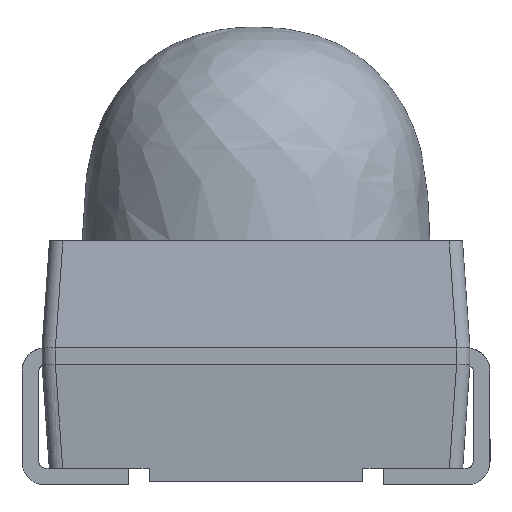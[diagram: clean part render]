
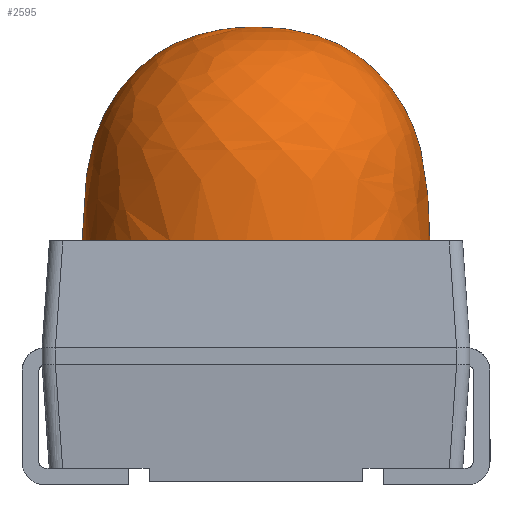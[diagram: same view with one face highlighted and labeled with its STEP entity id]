
A CAD part, left-side view. The second image highlights one B-rep face of the part: STEP entity #2595.
In plain terms, the highlighted free-form (B-spline) face has degree [3, 3] with [4, 6] control points.
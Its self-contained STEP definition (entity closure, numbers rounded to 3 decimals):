
#19 = CARTESIAN_POINT ( 'NONE',  ( -0.501, 0.251, 1.6 ) ) ;
#33 = CARTESIAN_POINT ( 'NONE',  ( 0.001, 0.738, 1.503 ) ) ;
#42 = CARTESIAN_POINT ( 'NONE',  ( 0.001, 0., 1.6 ) ) ;
#70 = FACE_OUTER_BOUND ( 'NONE', #1031, .T. ) ;
#80 = VERTEX_POINT ( 'NONE', #2085 ) ;
#137 = CARTESIAN_POINT ( 'NONE',  ( 0.001, 1.275, 0.853 ) ) ;
#205 = ORIENTED_EDGE ( 'NONE', *, *, #896, .F. ) ;
#280 = CARTESIAN_POINT ( 'NONE',  ( 0.001, -0.251, 1.6 ) ) ;
#303 = CARTESIAN_POINT ( 'NONE',  ( -2.582, 1.291, 0.307 ) ) ;
#383 = CARTESIAN_POINT ( 'NONE',  ( 0.001, -1.3, 0. ) ) ;
#421 = ORIENTED_EDGE ( 'NONE', *, *, #2058, .F. ) ;
#535 =( BOUNDED_SURFACE ( )  B_SPLINE_SURFACE ( 3, 3, ( 
 ( #1640, #280, #1888, #858, #1922, #1108 ),
 ( #3252, #3047, #2194, #1394, #595, #626 ),
 ( #2717, #19, #2738, #3270, #303, #3304 ),
 ( #879, #1691, #33, #2787, #1941, #610 ) ),
 .UNSPECIFIED., .F., .F., .T. ) 
 B_SPLINE_SURFACE_WITH_KNOTS ( ( 4, 4 ),
 ( 4, 1, 1, 4 ),
 ( 0., 1. ),
 ( 0., 0.313, 0.614, 1. ),
 .UNSPECIFIED. ) 
 GEOMETRIC_REPRESENTATION_ITEM ( )  RATIONAL_B_SPLINE_SURFACE ( (
 ( 1., 1., 1., 1., 1., 1.),
 ( 1., 0.333, 0.333, 0.333, 0.333, 0.333),
 ( 1., 0.333, 0.333, 0.333, 0.333, 0.333),
 ( 1., 1., 1., 1., 1., 1.) ) ) 
 REPRESENTATION_ITEM ( '' )  SURFACE ( )  );
#553 = EDGE_CURVE ( 'NONE', #80, #884, #1270, .T. ) ;
#595 = CARTESIAN_POINT ( 'NONE',  ( -2.582, -1.291, 0.307 ) ) ;
#610 = CARTESIAN_POINT ( 'NONE',  ( 0.001, 1.3, 0. ) ) ;
#626 = CARTESIAN_POINT ( 'NONE',  ( -2.599, -1.3, 0. ) ) ;
#822 = CARTESIAN_POINT ( 'NONE',  ( 0.001, -1.3, 0. ) ) ;
#858 = CARTESIAN_POINT ( 'NONE',  ( 0.001, -1.276, 0.853 ) ) ;
#879 = CARTESIAN_POINT ( 'NONE',  ( 0.001, 0., 1.6 ) ) ;
#884 = VERTEX_POINT ( 'NONE', #42 ) ;
#896 = EDGE_CURVE ( 'NONE', #884, #2154, #1961, .T. ) ;
#954 = CARTESIAN_POINT ( 'NONE',  ( 0.001, 0., 1.6 ) ) ;
#1031 = EDGE_LOOP ( 'NONE', ( #3223, #421, #205 ) ) ;
#1108 = CARTESIAN_POINT ( 'NONE',  ( 0.001, -1.3, 0. ) ) ;
#1228 = CARTESIAN_POINT ( 'NONE',  ( 0.001, 1.291, 0.307 ) ) ;
#1270 = B_SPLINE_CURVE_WITH_KNOTS ( 'NONE', 3,
 ( #3354, #1228, #137, #1516, #1710, #954 ),
 .UNSPECIFIED., .F., .F.,
 ( 4, 1, 1, 4 ),
 ( 0., 0.386, 0.687, 1. ),
 .UNSPECIFIED. ) ;
#1394 = CARTESIAN_POINT ( 'NONE',  ( -2.55, -1.276, 0.853 ) ) ;
#1408 = CARTESIAN_POINT ( 'NONE',  ( 0.001, -1.276, 0.853 ) ) ;
#1516 = CARTESIAN_POINT ( 'NONE',  ( 0.001, 0.738, 1.503 ) ) ;
#1640 = CARTESIAN_POINT ( 'NONE',  ( 0.001, 0., 1.6 ) ) ;
#1673 = CARTESIAN_POINT ( 'NONE',  ( 0.001, -0.251, 1.6 ) ) ;
#1691 = CARTESIAN_POINT ( 'NONE',  ( 0.001, 0.251, 1.6 ) ) ;
#1710 = CARTESIAN_POINT ( 'NONE',  ( 0.001, 0.251, 1.6 ) ) ;
#1730 = CARTESIAN_POINT ( 'NONE',  ( -2.599, -1.3, 0. ) ) ;
#1888 = CARTESIAN_POINT ( 'NONE',  ( 0.001, -0.738, 1.503 ) ) ;
#1922 = CARTESIAN_POINT ( 'NONE',  ( 0.001, -1.291, 0.307 ) ) ;
#1941 = CARTESIAN_POINT ( 'NONE',  ( 0.001, 1.291, 0.307 ) ) ;
#1961 = B_SPLINE_CURVE_WITH_KNOTS ( 'NONE', 3,
 ( #3033, #1673, #2764, #1408, #2499, #2867 ),
 .UNSPECIFIED., .F., .F.,
 ( 4, 1, 1, 4 ),
 ( 0., 0.313, 0.614, 1. ),
 .UNSPECIFIED. ) ;
#2058 = EDGE_CURVE ( 'NONE', #2154, #80, #2482, .T. ) ;
#2085 = CARTESIAN_POINT ( 'NONE',  ( 0.001, 1.3, 0. ) ) ;
#2154 = VERTEX_POINT ( 'NONE', #822 ) ;
#2194 = CARTESIAN_POINT ( 'NONE',  ( -1.476, -0.738, 1.503 ) ) ;
#2482 =( BOUNDED_CURVE ( )  B_SPLINE_CURVE ( 3, ( #383, #1730, #3092, #2562 ),
 .UNSPECIFIED., .F., .T. ) 
 B_SPLINE_CURVE_WITH_KNOTS ( ( 4, 4 ),
 ( 0., 0.004 ),
 .UNSPECIFIED. ) 
 CURVE ( )  GEOMETRIC_REPRESENTATION_ITEM ( )  RATIONAL_B_SPLINE_CURVE ( ( 1., 0.333, 0.333, 1. ) ) 
 REPRESENTATION_ITEM ( '' )  );
#2499 = CARTESIAN_POINT ( 'NONE',  ( 0.001, -1.291, 0.307 ) ) ;
#2562 = CARTESIAN_POINT ( 'NONE',  ( 0.001, 1.3, 0. ) ) ;
#2595 = ADVANCED_FACE ( 'NONE', ( #70 ), #535, .T. ) ;
#2717 = CARTESIAN_POINT ( 'NONE',  ( 0.001, 0., 1.6 ) ) ;
#2738 = CARTESIAN_POINT ( 'NONE',  ( -1.476, 0.738, 1.503 ) ) ;
#2764 = CARTESIAN_POINT ( 'NONE',  ( 0.001, -0.738, 1.503 ) ) ;
#2787 = CARTESIAN_POINT ( 'NONE',  ( 0.001, 1.275, 0.853 ) ) ;
#2867 = CARTESIAN_POINT ( 'NONE',  ( 0.001, -1.3, 0. ) ) ;
#3033 = CARTESIAN_POINT ( 'NONE',  ( 0.001, 0., 1.6 ) ) ;
#3047 = CARTESIAN_POINT ( 'NONE',  ( -0.501, -0.251, 1.6 ) ) ;
#3092 = CARTESIAN_POINT ( 'NONE',  ( -2.599, 1.3, 0. ) ) ;
#3223 = ORIENTED_EDGE ( 'NONE', *, *, #553, .F. ) ;
#3252 = CARTESIAN_POINT ( 'NONE',  ( 0.001, 0., 1.6 ) ) ;
#3270 = CARTESIAN_POINT ( 'NONE',  ( -2.55, 1.275, 0.853 ) ) ;
#3304 = CARTESIAN_POINT ( 'NONE',  ( -2.599, 1.3, 0. ) ) ;
#3354 = CARTESIAN_POINT ( 'NONE',  ( 0.001, 1.3, 0. ) ) ;
